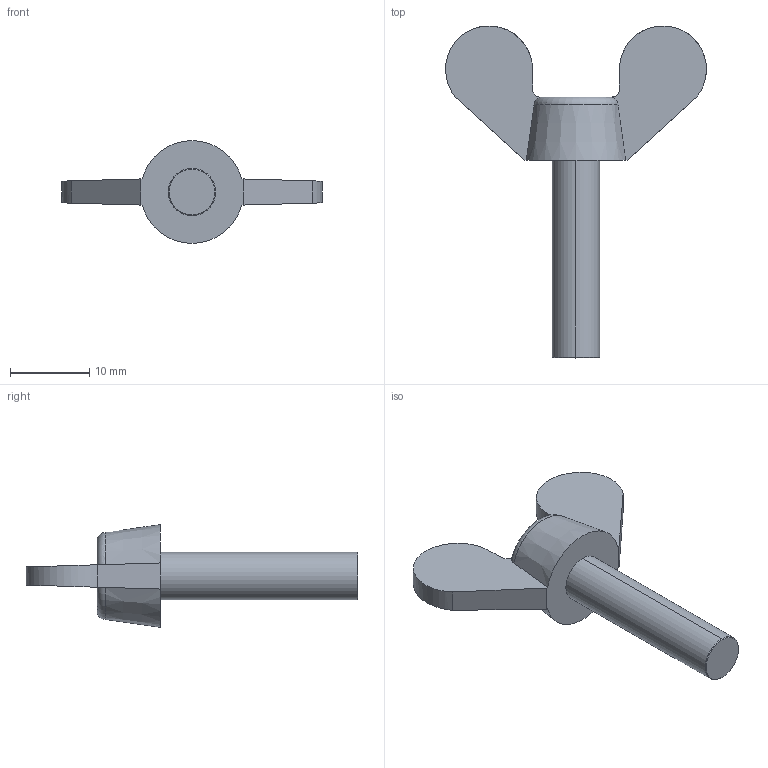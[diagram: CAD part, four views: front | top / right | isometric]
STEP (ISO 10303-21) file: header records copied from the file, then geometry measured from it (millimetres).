
FILE_DESCRIPTION (( 'STEP AP214' ), '1' );
FILE_NAME ('TR Fastenings Ltd-M6X25mm.STEP', '2019-03-29T15:39:16', ( '' ), ( '' ), 'SwSTEP 2.0', 'SolidWorks 2019', '' );
FILE_SCHEMA (( 'AUTOMOTIVE_DESIGN' ));
Length unit declared in the file: millimetre
Products named in the file (1): TR Fastenings Ltd-M6X25mm
Bounding box: 33 x 41.99 x 13 mm (x, y, z)
Volume: 2268.3 mm3; surface area: 1635.6 mm2
Topology: 1 solids, 1 shells, 26 faces, 66 edges, 43 vertices
Faces by surface type: plane 11, cylinder 7, cone 5, torus 3
Entity records: 872 total; most frequent: CARTESIAN_POINT 216, ORIENTED_EDGE 132, DIRECTION 118, EDGE_CURVE 66, AXIS2_PLACEMENT_3D 43, VERTEX_POINT 43, VECTOR 32, LINE 32
